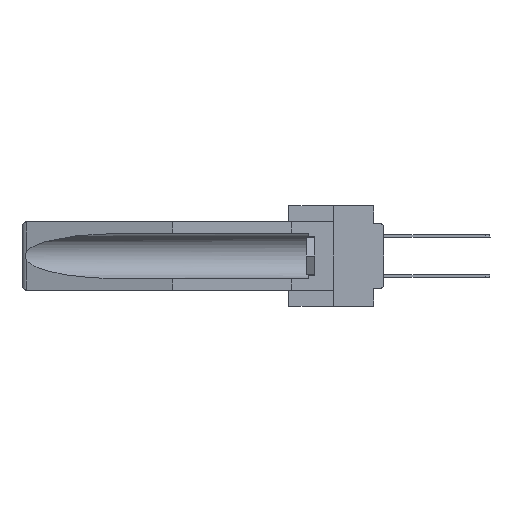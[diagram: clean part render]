
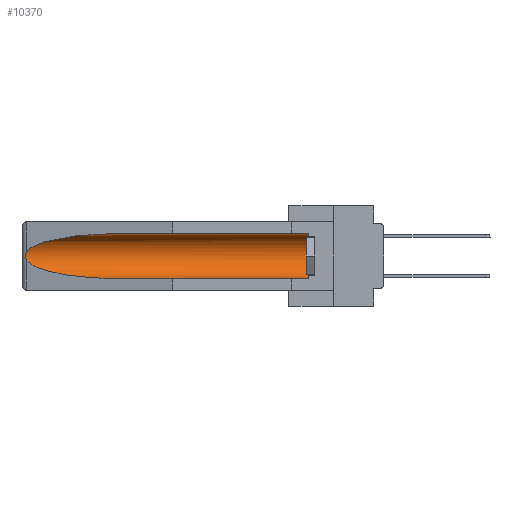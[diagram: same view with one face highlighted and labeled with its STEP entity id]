
A CAD part, left-side view. The second image highlights one B-rep face of the part: STEP entity #10370.
In plain terms, the highlighted cylindrical face has radius 2.857 mm (diameter 5.715 mm), a partial arc.
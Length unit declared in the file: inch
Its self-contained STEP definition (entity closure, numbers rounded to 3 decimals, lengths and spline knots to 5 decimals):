
#87 = DIRECTION ( 'NONE',  ( 0., 1., 0. ) ) ;
#680 = CARTESIAN_POINT ( 'NONE',  ( 0.155, -0.30754, -0.1715 ) ) ;
#881 = DIRECTION ( 'NONE',  ( 0., 1., 0. ) ) ;
#986 = CYLINDRICAL_SURFACE ( 'NONE', #23049, 0.1125 ) ;
#1109 = CARTESIAN_POINT ( 'NONE',  ( 0.21114, 1.30732, -0.059 ) ) ;
#1147 = CARTESIAN_POINT ( 'NONE',  ( 0.26537, 1.52718, -0.19328 ) ) ;
#1754 = CARTESIAN_POINT ( 'NONE',  ( 0.2673, 1.53269, -0.17917 ) ) ;
#2053 = FACE_OUTER_BOUND ( 'NONE', #23849, .T. ) ;
#3371 = EDGE_CURVE ( 'NONE', #19821, #20769, #23211, .T. ) ;
#3530 = VERTEX_POINT ( 'NONE', #29511 ) ;
#3633 = CARTESIAN_POINT ( 'NONE',  ( 0.155, 1.07973, -0.059 ) ) ;
#5841 = CARTESIAN_POINT ( 'NONE',  ( 0.155, 0.126, -0.1715 ) ) ;
#6190 = CARTESIAN_POINT ( 'NONE',  ( 0.26655, 1.53094, -0.18657 ) ) ;
#6488 = CARTESIAN_POINT ( 'NONE',  ( 0.26597, 1.5296, -0.19026 ) ) ;
#6580 = CARTESIAN_POINT ( 'NONE',  ( 0.2675, 1.53308, -0.16763 ) ) ;
#7263 = CARTESIAN_POINT ( 'NONE',  ( 0.155, 0.126, -0.284 ) ) ;
#7904 = ORIENTED_EDGE ( 'NONE', *, *, #21994, .T. ) ;
#8358 = EDGE_CURVE ( 'NONE', #20332, #3530, #19969, .T. ) ;
#8503 = AXIS2_PLACEMENT_3D ( 'NONE', #5841, #22043, #27025 ) ;
#9352 = CARTESIAN_POINT ( 'NONE',  ( 0.26537, 1.52718, -0.19328 ) ) ;
#9463 =( BOUNDED_CURVE ( )  B_SPLINE_CURVE ( 3, ( #9352, #13662, #20883, #25861 ),
 .UNSPECIFIED., .F., .F. ) 
 B_SPLINE_CURVE_WITH_KNOTS ( ( 4, 4 ),
 ( 0.1948, 1.5708 ),
 .UNSPECIFIED. ) 
 CURVE ( )  GEOMETRIC_REPRESENTATION_ITEM ( )  RATIONAL_B_SPLINE_CURVE ( ( 1., 0.848, 0.848, 1. ) ) 
 REPRESENTATION_ITEM ( '' )  );
#9528 = ORIENTED_EDGE ( 'NONE', *, *, #3371, .T. ) ;
#10026 =( BOUNDED_CURVE ( )  B_SPLINE_CURVE ( 3, ( #15194, #1109, #15004, #17572 ),
 .UNSPECIFIED., .F., .F. ) 
 B_SPLINE_CURVE_WITH_KNOTS ( ( 4, 4 ),
 ( 4.71239, 6.08839 ),
 .UNSPECIFIED. ) 
 CURVE ( )  GEOMETRIC_REPRESENTATION_ITEM ( )  RATIONAL_B_SPLINE_CURVE ( ( 1., 0.848, 0.848, 1. ) ) 
 REPRESENTATION_ITEM ( '' )  );
#10370 = ADVANCED_FACE ( 'NONE', ( #2053 ), #986, .F. ) ;
#10462 = DIRECTION ( 'NONE',  ( 0., 0., 1. ) ) ;
#13662 = CARTESIAN_POINT ( 'NONE',  ( 0.25451, 1.48313, -0.24835 ) ) ;
#15004 = CARTESIAN_POINT ( 'NONE',  ( 0.25451, 1.48313, -0.09465 ) ) ;
#15194 = CARTESIAN_POINT ( 'NONE',  ( 0.155, 1.07973, -0.059 ) ) ;
#15472 = B_SPLINE_CURVE_WITH_KNOTS ( 'NONE', 3,
 ( #30280, #15872, #27491, #22914, #6580, #20715, #1754, #6190, #6488, #20617 ),
 .UNSPECIFIED., .F., .F.,
 ( 4, 2, 2, 2, 4 ),
 ( 0., 0.00029, 0.00058, 0.00087, 0.00117 ),
 .UNSPECIFIED. ) ;
#15872 = CARTESIAN_POINT ( 'NONE',  ( 0.26597, 1.52961, -0.15275 ) ) ;
#17572 = CARTESIAN_POINT ( 'NONE',  ( 0.26537, 1.52718, -0.14972 ) ) ;
#17889 = EDGE_CURVE ( 'NONE', #27556, #25535, #15472, .T. ) ;
#19145 = CIRCLE ( 'NONE', #8503, 0.1125 ) ;
#19475 = ORIENTED_EDGE ( 'NONE', *, *, #8358, .F. ) ;
#19821 = VERTEX_POINT ( 'NONE', #27148 ) ;
#19969 = LINE ( 'NONE', #21618, #23693 ) ;
#20099 = EDGE_CURVE ( 'NONE', #25535, #3530, #9463, .T. ) ;
#20332 = VERTEX_POINT ( 'NONE', #7263 ) ;
#20617 = CARTESIAN_POINT ( 'NONE',  ( 0.26537, 1.52718, -0.19328 ) ) ;
#20715 = CARTESIAN_POINT ( 'NONE',  ( 0.2675, 1.53308, -0.17534 ) ) ;
#20769 = VERTEX_POINT ( 'NONE', #3633 ) ;
#20883 = CARTESIAN_POINT ( 'NONE',  ( 0.21114, 1.30732, -0.284 ) ) ;
#21489 = ORIENTED_EDGE ( 'NONE', *, *, #26001, .T. ) ;
#21618 = CARTESIAN_POINT ( 'NONE',  ( 0.155, -0.30754, -0.284 ) ) ;
#21994 = EDGE_CURVE ( 'NONE', #20769, #27556, #10026, .T. ) ;
#22043 = DIRECTION ( 'NONE',  ( 0., -1., 0. ) ) ;
#22520 = ORIENTED_EDGE ( 'NONE', *, *, #17889, .T. ) ;
#22914 = CARTESIAN_POINT ( 'NONE',  ( 0.2673, 1.5327, -0.16383 ) ) ;
#23049 = AXIS2_PLACEMENT_3D ( 'NONE', #680, #881, #10462 ) ;
#23050 = ORIENTED_EDGE ( 'NONE', *, *, #20099, .T. ) ;
#23211 = LINE ( 'NONE', #24121, #26927 ) ;
#23693 = VECTOR ( 'NONE', #87, 39.37008 ) ;
#23849 = EDGE_LOOP ( 'NONE', ( #7904, #22520, #23050, #19475, #21489, #9528 ) ) ;
#24121 = CARTESIAN_POINT ( 'NONE',  ( 0.155, -0.30754, -0.059 ) ) ;
#25535 = VERTEX_POINT ( 'NONE', #1147 ) ;
#25861 = CARTESIAN_POINT ( 'NONE',  ( 0.155, 1.07973, -0.284 ) ) ;
#26001 = EDGE_CURVE ( 'NONE', #20332, #19821, #19145, .T. ) ;
#26505 = DIRECTION ( 'NONE',  ( 0., 1., 0. ) ) ;
#26927 = VECTOR ( 'NONE', #26505, 39.37008 ) ;
#27025 = DIRECTION ( 'NONE',  ( 0., 0., 1. ) ) ;
#27148 = CARTESIAN_POINT ( 'NONE',  ( 0.155, 0.126, -0.059 ) ) ;
#27263 = CARTESIAN_POINT ( 'NONE',  ( 0.26537, 1.52718, -0.14972 ) ) ;
#27491 = CARTESIAN_POINT ( 'NONE',  ( 0.26654, 1.53092, -0.15636 ) ) ;
#27556 = VERTEX_POINT ( 'NONE', #27263 ) ;
#29511 = CARTESIAN_POINT ( 'NONE',  ( 0.155, 1.07973, -0.284 ) ) ;
#30280 = CARTESIAN_POINT ( 'NONE',  ( 0.26537, 1.52718, -0.14972 ) ) ;
